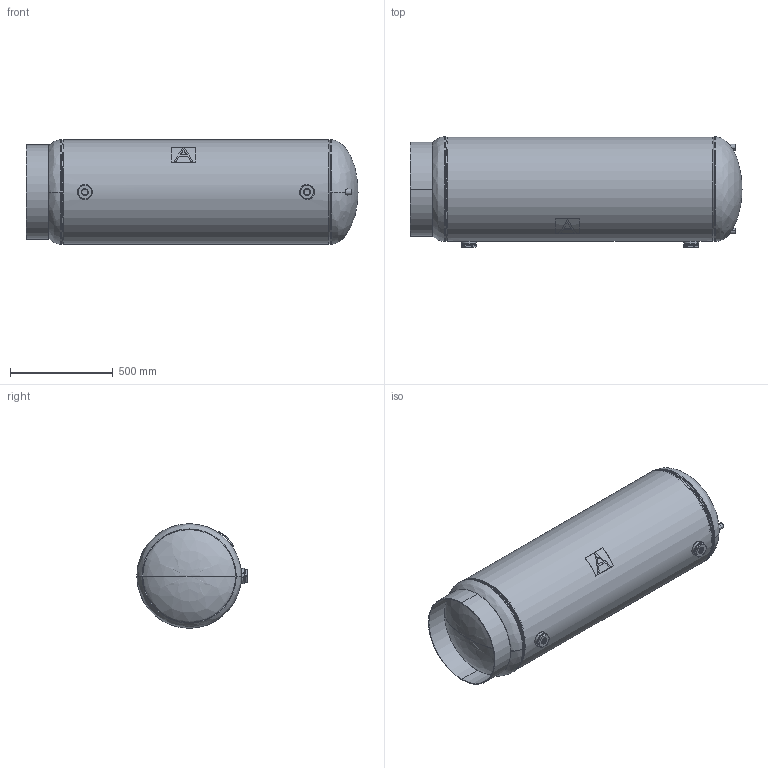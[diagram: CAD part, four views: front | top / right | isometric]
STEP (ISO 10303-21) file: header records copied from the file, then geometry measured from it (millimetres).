
FILE_DESCRIPTION (( 'STEP AP203' ), '1' );
FILE_NAME ('20NA62.STEP', '2021-03-11T13:55:01', ( '' ), ( '' ), 'SwSTEP 2.0', 'SolidWorks 2021', '' );
FILE_SCHEMA (( 'CONFIG_CONTROL_DESIGN' ));
Length unit declared in the file: inch
Products named in the file (9): 8500010; 9200120; 9500080; Couplings_9500557; 9200124; 23Q0456; 9600830_20" HORIZ; 20NA62; 99B0455
Assembly tree (11 placements, depth 2):
  20NA62
    99B0455
    9200120
    9200124
    Couplings_9500557  x2
    9500080  x2
    8500010  x2
    23Q0456
    9600830_20" HORIZ
Bounding box: 1612.9 x 535.81 x 508 mm (x, y, z)
Volume: 9190594.1 mm3; surface area: 5785620.1 mm2
Topology: 11 solids, 11 shells, 511 faces, 1095 edges, 628 vertices
Faces by surface type: cone 224, cylinder 162, plane 73, torus 30, bspline 22
Full cylindrical faces by diameter (mm): 499.821 x1, 506.171 x1
Entity records: 14009 total; most frequent: CARTESIAN_POINT 6243, DIRECTION 1500, ORIENTED_EDGE 1334, EDGE_CURVE 667, AXIS2_PLACEMENT_3D 618, VERTEX_POINT 389, EDGE_LOOP 336, CIRCLE 318
